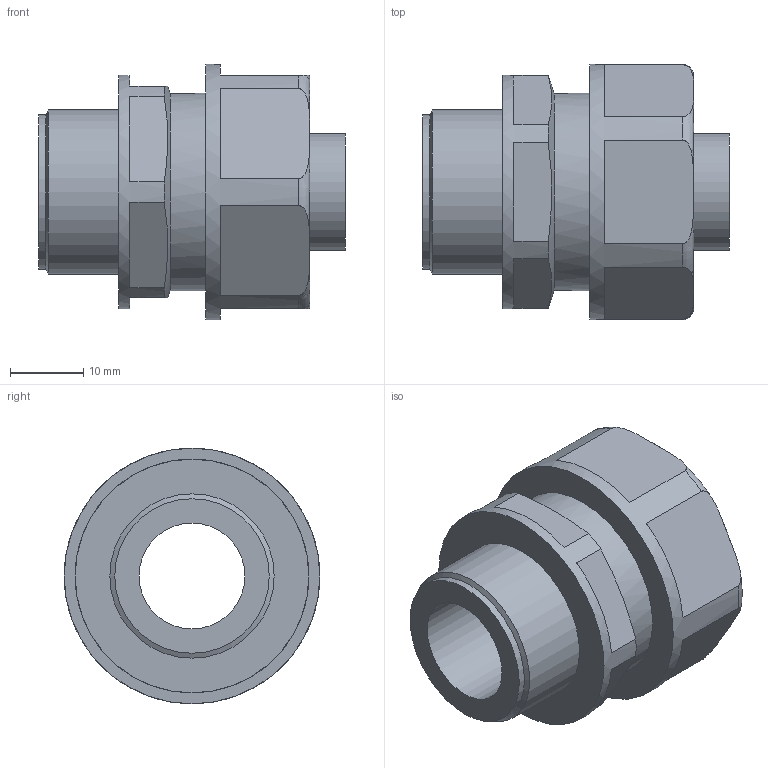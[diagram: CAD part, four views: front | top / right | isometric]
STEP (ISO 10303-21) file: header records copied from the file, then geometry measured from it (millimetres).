
FILE_DESCRIPTION( ( 'STEP AP203' ), '1' );
FILE_NAME( 'FLEXA USK-P 5020.130.0161.stp', '2020-03-27T09:43:49', ( 'License CC BY-ND 4.0' ), ( 'CADENAS' ), ' ', 'PARTsolutions', ' ' );
FILE_SCHEMA( ( 'CONFIG_CONTROL_DESIGN' ) );
Length unit declared in the file: millimetre
Products named in the file (1): _FLEXA USK-P 5020.130.0161
Bounding box: 42 x 35 x 35 mm (x, y, z)
Volume: 18762.7 mm3; surface area: 7651.6 mm2
Topology: 1 solids, 1 shells, 46 faces, 111 edges, 71 vertices
Faces by surface type: plane 30, cylinder 8, torus 6, cone 2
Full cylindrical faces by diameter (mm): 14.5 x1, 16 x1, 21 x1, 21.16 x1, 22.5 x1, 27 x1, 32 x1, 35 x1
Entity records: 1552 total; most frequent: CARTESIAN_POINT 483, DIRECTION 218, ORIENTED_EDGE 196, EDGE_CURVE 98, AXIS2_PLACEMENT_3D 91, VERTEX_POINT 68, EDGE_LOOP 62, FACE_OUTER_BOUND 54
